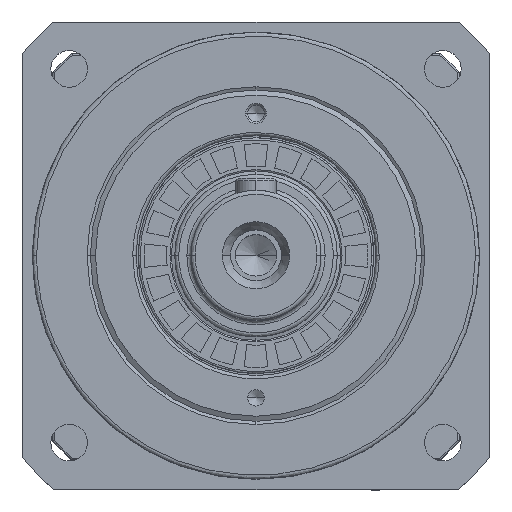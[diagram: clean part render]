
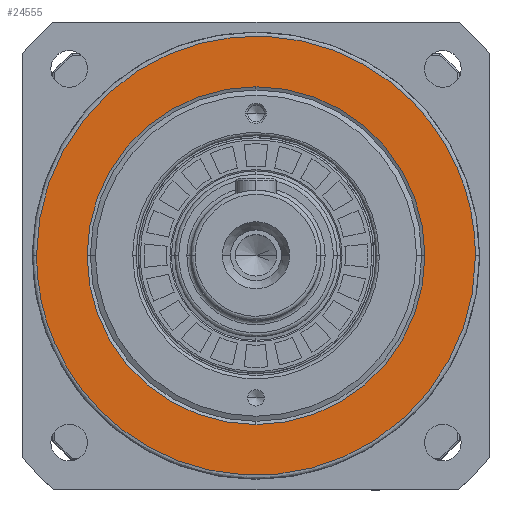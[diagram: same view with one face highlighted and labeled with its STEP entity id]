
A CAD part, top view. The second image highlights one B-rep face of the part: STEP entity #24555.
In plain terms, the highlighted planar face has unit normal (0, 0, 1).
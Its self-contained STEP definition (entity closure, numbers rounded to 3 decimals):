
#1261 =( BOUNDED_CURVE ( )  B_SPLINE_CURVE ( 3, ( #27395, #12232, #24795, #9727 ),
 .UNSPECIFIED., .F., .F. ) 
 B_SPLINE_CURVE_WITH_KNOTS ( ( 4, 4 ),
 ( 0., 1. ),
 .UNSPECIFIED. ) 
 CURVE ( )  GEOMETRIC_REPRESENTATION_ITEM ( )  RATIONAL_B_SPLINE_CURVE ( ( 1., 0.333, 0.333, 1. ) ) 
 REPRESENTATION_ITEM ( '' )  );
#1297 = EDGE_LOOP ( 'NONE', ( #3545, #16852 ) ) ;
#1328 = DIRECTION ( 'NONE',  ( 0., -1., 0. ) ) ;
#1355 = DIRECTION ( 'NONE',  ( 0., 0., -1. ) ) ;
#1362 = CARTESIAN_POINT ( 'NONE',  ( 0., 0., 72.5 ) ) ;
#1920 = VERTEX_POINT ( 'NONE', #23929 ) ;
#3318 = FACE_BOUND ( 'NONE', #24960, .T. ) ;
#3545 = ORIENTED_EDGE ( 'NONE', *, *, #26578, .F. ) ;
#4011 = EDGE_CURVE ( 'NONE', #7074, #1920, #1261, .T. ) ;
#4446 = VERTEX_POINT ( 'NONE', #22331 ) ;
#5412 = ORIENTED_EDGE ( 'NONE', *, *, #13554, .T. ) ;
#5791 = EDGE_CURVE ( 'NONE', #23936, #4446, #12173, .T. ) ;
#6268 = DIRECTION ( 'NONE',  ( 1., 0., 0. ) ) ;
#6297 = DIRECTION ( 'NONE',  ( 0., 0., 1. ) ) ;
#6325 = PLANE ( 'NONE',  #17109 ) ;
#7015 = CARTESIAN_POINT ( 'NONE',  ( 0., 0., 72.5 ) ) ;
#7074 = VERTEX_POINT ( 'NONE', #24770 ) ;
#7537 = DIRECTION ( 'NONE',  ( 0., -1., 0. ) ) ;
#7552 = DIRECTION ( 'NONE',  ( 0., 0., -1. ) ) ;
#7575 = CARTESIAN_POINT ( 'NONE',  ( 0., 0., 72.5 ) ) ;
#9727 = CARTESIAN_POINT ( 'NONE',  ( -54., 0., 72.5 ) ) ;
#12173 = CIRCLE ( 'NONE', #22795, 41.55 ) ;
#12232 = CARTESIAN_POINT ( 'NONE',  ( 54., -108., 72.5 ) ) ;
#12604 = CARTESIAN_POINT ( 'NONE',  ( 54., 0., 72.5 ) ) ;
#12656 = CARTESIAN_POINT ( 'NONE',  ( 54., 108., 72.5 ) ) ;
#12748 = CARTESIAN_POINT ( 'NONE',  ( -54., 0., 72.5 ) ) ;
#12929 = CARTESIAN_POINT ( 'NONE',  ( -54., 108., 72.5 ) ) ;
#13554 = EDGE_CURVE ( 'NONE', #4446, #23936, #16420, .T. ) ;
#13922 = FACE_OUTER_BOUND ( 'NONE', #1297, .T. ) ;
#14247 = CARTESIAN_POINT ( 'NONE',  ( 0., -41.55, 72.5 ) ) ;
#16420 = CIRCLE ( 'NONE', #24668, 41.55 ) ;
#16852 = ORIENTED_EDGE ( 'NONE', *, *, #4011, .F. ) ;
#17109 = AXIS2_PLACEMENT_3D ( 'NONE', #7015, #6297, #6268 ) ;
#17464 =( BOUNDED_CURVE ( )  B_SPLINE_CURVE ( 3, ( #12748, #12929, #12656, #12604 ),
 .UNSPECIFIED., .F., .F. ) 
 B_SPLINE_CURVE_WITH_KNOTS ( ( 4, 4 ),
 ( 0., 1. ),
 .UNSPECIFIED. ) 
 CURVE ( )  GEOMETRIC_REPRESENTATION_ITEM ( )  RATIONAL_B_SPLINE_CURVE ( ( 1., 0.333, 0.333, 1. ) ) 
 REPRESENTATION_ITEM ( '' )  );
#18064 = ORIENTED_EDGE ( 'NONE', *, *, #5791, .T. ) ;
#22331 = CARTESIAN_POINT ( 'NONE',  ( 0., 41.55, 72.5 ) ) ;
#22795 = AXIS2_PLACEMENT_3D ( 'NONE', #7575, #7552, #7537 ) ;
#23929 = CARTESIAN_POINT ( 'NONE',  ( -54., 0., 72.5 ) ) ;
#23936 = VERTEX_POINT ( 'NONE', #14247 ) ;
#24555 = ADVANCED_FACE ( 'NONE', ( #3318, #13922 ), #6325, .T. ) ;
#24668 = AXIS2_PLACEMENT_3D ( 'NONE', #1362, #1355, #1328 ) ;
#24770 = CARTESIAN_POINT ( 'NONE',  ( 54., 0., 72.5 ) ) ;
#24795 = CARTESIAN_POINT ( 'NONE',  ( -54., -108., 72.5 ) ) ;
#24960 = EDGE_LOOP ( 'NONE', ( #18064, #5412 ) ) ;
#26578 = EDGE_CURVE ( 'NONE', #1920, #7074, #17464, .T. ) ;
#27395 = CARTESIAN_POINT ( 'NONE',  ( 54., 0., 72.5 ) ) ;
